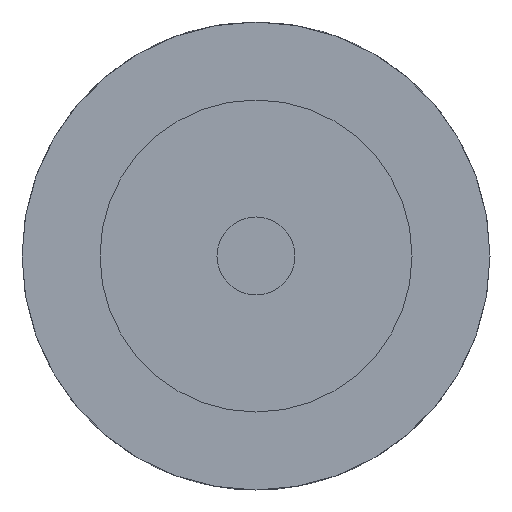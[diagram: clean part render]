
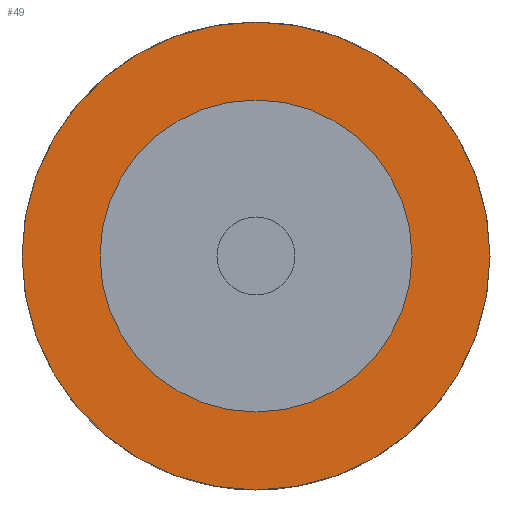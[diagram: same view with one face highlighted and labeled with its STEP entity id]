
A CAD part, left-side view. The second image highlights one B-rep face of the part: STEP entity #49.
In plain terms, the highlighted planar face has unit normal (-1, 0, 0).
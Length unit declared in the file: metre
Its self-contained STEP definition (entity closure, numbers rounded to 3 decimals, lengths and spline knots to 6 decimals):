
#49 = ADVANCED_FACE( '', ( #110, #111 ), #112, .T. );
#110 = FACE_OUTER_BOUND( '', #187, .T. );
#111 = FACE_BOUND( '', #188, .T. );
#112 = PLANE( '', #189 );
#187 = EDGE_LOOP( '', ( #264 ) );
#188 = EDGE_LOOP( '', ( #265 ) );
#189 = AXIS2_PLACEMENT_3D( '', #266, #267, #268 );
#264 = ORIENTED_EDGE( '', *, *, #379, .T. );
#265 = ORIENTED_EDGE( '', *, *, #377, .F. );
#266 = CARTESIAN_POINT( '', ( -0.0005, -0.005, 0. ) );
#267 = DIRECTION( '', ( -1., 0., 0. ) );
#268 = DIRECTION( '', ( 0., 0., 1. ) );
#377 = EDGE_CURVE( '', #424, #424, #425, .T. );
#379 = EDGE_CURVE( '', #427, #427, #428, .T. );
#424 = VERTEX_POINT( '', #489 );
#425 = CIRCLE( '', #490, 0.004 );
#427 = VERTEX_POINT( '', #492 );
#428 = CIRCLE( '', #493, 0.006 );
#489 = CARTESIAN_POINT( '', ( -0.0005, 0., 0.004 ) );
#490 = AXIS2_PLACEMENT_3D( '', #562, #563, #564 );
#492 = CARTESIAN_POINT( '', ( -0.0005, 0., 0.006 ) );
#493 = AXIS2_PLACEMENT_3D( '', #565, #566, #567 );
#562 = CARTESIAN_POINT( '', ( -0.0005, 0., 0. ) );
#563 = DIRECTION( '', ( -1., 0., 0. ) );
#564 = DIRECTION( '', ( 0., 0., 1. ) );
#565 = CARTESIAN_POINT( '', ( -0.0005, 0., 0. ) );
#566 = DIRECTION( '', ( -1., 0., 0. ) );
#567 = DIRECTION( '', ( 0., 0., 1. ) );
